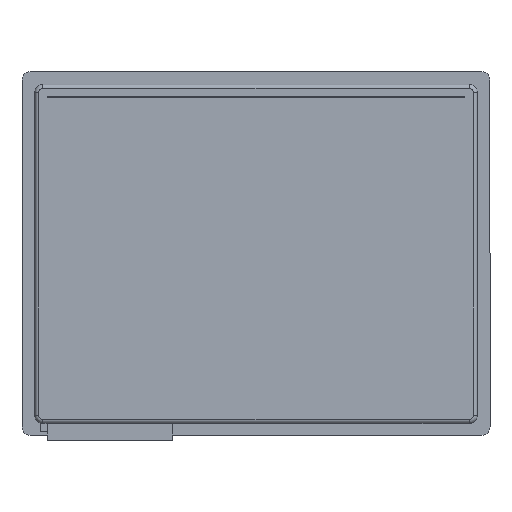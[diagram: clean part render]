
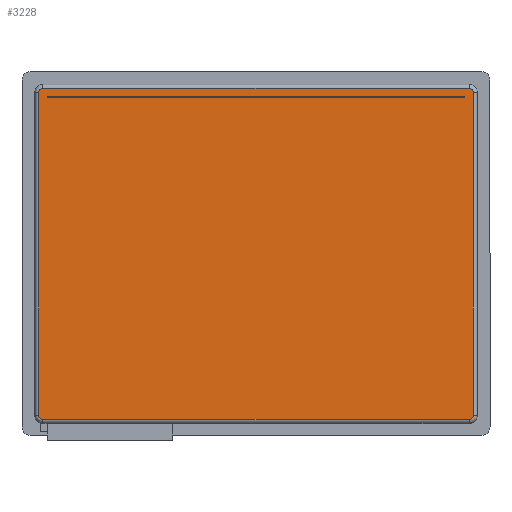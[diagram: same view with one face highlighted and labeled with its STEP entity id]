
A CAD part, front view. The second image highlights one B-rep face of the part: STEP entity #3228.
In plain terms, the highlighted face is planar.
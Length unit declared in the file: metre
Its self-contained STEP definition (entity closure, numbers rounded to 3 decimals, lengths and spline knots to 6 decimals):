
#13 = AXIS2_PLACEMENT_3D ( 'NONE', #2714, #56, #3158 ) ;
#41 = CARTESIAN_POINT ( 'NONE',  ( -0.058503, 0.004, -0.022462 ) ) ;
#56 = DIRECTION ( 'NONE',  ( 0., 1., 0. ) ) ;
#71 = EDGE_CURVE ( 'NONE', #1051, #5620, #2019, .T. ) ;
#155 = DIRECTION ( 'NONE',  ( 1., 0., 0. ) ) ;
#157 = CIRCLE ( 'NONE', #1521, 0.001 ) ;
#179 = LINE ( 'NONE', #2820, #5009 ) ;
#190 = CARTESIAN_POINT ( 'NONE',  ( 0.043497, 0.004, -0.022462 ) ) ;
#243 = AXIS2_PLACEMENT_3D ( 'NONE', #1174, #4695, #2082 ) ;
#258 = VECTOR ( 'NONE', #3150, 1. ) ;
#466 = CARTESIAN_POINT ( 'NONE',  ( -0.059503, 0.004, -0.023462 ) ) ;
#496 = VERTEX_POINT ( 'NONE', #1867 ) ;
#669 = CARTESIAN_POINT ( 'NONE',  ( -0.057503, 0.004, -0.024462 ) ) ;
#763 = EDGE_CURVE ( 'NONE', #4157, #2960, #179, .T. ) ;
#880 = ORIENTED_EDGE ( 'NONE', *, *, #2275, .T. ) ;
#1023 = VECTOR ( 'NONE', #1156, 1. ) ;
#1051 = VERTEX_POINT ( 'NONE', #41 ) ;
#1156 = DIRECTION ( 'NONE',  ( 0., 0., -1. ) ) ;
#1169 = CARTESIAN_POINT ( 'NONE',  ( 0.042497, 0.004, -0.024462 ) ) ;
#1174 = CARTESIAN_POINT ( 'NONE',  ( 0., 0.004, 0. ) ) ;
#1183 = ORIENTED_EDGE ( 'NONE', *, *, #3920, .F. ) ;
#1242 = DIRECTION ( 'NONE',  ( 0., 1., 0. ) ) ;
#1249 = CARTESIAN_POINT ( 'NONE',  ( 0.042497, 0.004, -0.099462 ) ) ;
#1275 = LINE ( 'NONE', #5705, #2461 ) ;
#1302 = CARTESIAN_POINT ( 'NONE',  ( -0.057503, 0.004, -0.099462 ) ) ;
#1315 = VECTOR ( 'NONE', #5498, 1. ) ;
#1343 = ORIENTED_EDGE ( 'NONE', *, *, #5195, .T. ) ;
#1433 = CIRCLE ( 'NONE', #4490, 0.001 ) ;
#1488 = CARTESIAN_POINT ( 'NONE',  ( 0.043497, 0.004, -0.022462 ) ) ;
#1521 = AXIS2_PLACEMENT_3D ( 'NONE', #4195, #1571, #4642 ) ;
#1571 = DIRECTION ( 'NONE',  ( 0., 1., 0. ) ) ;
#1578 = LINE ( 'NONE', #2711, #258 ) ;
#1643 = VECTOR ( 'NONE', #5561, 1. ) ;
#1712 = CIRCLE ( 'NONE', #13, 0.001 ) ;
#1730 = DIRECTION ( 'NONE',  ( -1., 0., 0. ) ) ;
#1782 = VERTEX_POINT ( 'NONE', #5401 ) ;
#1867 = CARTESIAN_POINT ( 'NONE',  ( -0.058503, 0.004, -0.101651 ) ) ;
#1884 = DIRECTION ( 'NONE',  ( 1., 0., 0. ) ) ;
#1938 = LINE ( 'NONE', #1169, #1643 ) ;
#1956 = VERTEX_POINT ( 'NONE', #1249 ) ;
#2019 = LINE ( 'NONE', #1488, #4345 ) ;
#2082 = DIRECTION ( 'NONE',  ( 0., 0., -1. ) ) ;
#2125 = CARTESIAN_POINT ( 'NONE',  ( -0.059503, 0.004, -0.100651 ) ) ;
#2241 = VERTEX_POINT ( 'NONE', #1302 ) ;
#2275 = EDGE_CURVE ( 'NONE', #496, #3285, #4723, .T. ) ;
#2451 = EDGE_CURVE ( 'NONE', #5166, #1051, #1433, .T. ) ;
#2461 = VECTOR ( 'NONE', #1730, 1. ) ;
#2483 = LINE ( 'NONE', #669, #1315 ) ;
#2551 = LINE ( 'NONE', #3057, #3583 ) ;
#2560 = EDGE_CURVE ( 'NONE', #1782, #496, #1275, .T. ) ;
#2661 = ORIENTED_EDGE ( 'NONE', *, *, #4198, .T. ) ;
#2711 = CARTESIAN_POINT ( 'NONE',  ( -0.059503, 0.004, 0. ) ) ;
#2714 = CARTESIAN_POINT ( 'NONE',  ( 0.043497, 0.004, -0.023462 ) ) ;
#2820 = CARTESIAN_POINT ( 'NONE',  ( 0.045497, 0.004, -0.099651 ) ) ;
#2925 = CARTESIAN_POINT ( 'NONE',  ( 0.042497, 0.004, -0.099651 ) ) ;
#2960 = VERTEX_POINT ( 'NONE', #2925 ) ;
#2987 = FACE_BOUND ( 'NONE', #4626, .T. ) ;
#3053 = VERTEX_POINT ( 'NONE', #3860 ) ;
#3057 = CARTESIAN_POINT ( 'NONE',  ( 0.042497, 0.004, -0.099462 ) ) ;
#3150 = DIRECTION ( 'NONE',  ( 0., 0., 1. ) ) ;
#3157 = EDGE_CURVE ( 'NONE', #4360, #1782, #157, .T. ) ;
#3158 = DIRECTION ( 'NONE',  ( 0., 0., -1. ) ) ;
#3202 = DIRECTION ( 'NONE',  ( 0., 0., -1. ) ) ;
#3228 = ADVANCED_FACE ( 'NONE', ( #5317, #2987 ), #3387, .F. ) ;
#3285 = VERTEX_POINT ( 'NONE', #2125 ) ;
#3376 = LINE ( 'NONE', #4674, #1023 ) ;
#3387 = PLANE ( 'NONE',  #243 ) ;
#3583 = VECTOR ( 'NONE', #5674, 1. ) ;
#3616 = ORIENTED_EDGE ( 'NONE', *, *, #4845, .F. ) ;
#3618 = ORIENTED_EDGE ( 'NONE', *, *, #5083, .T. ) ;
#3638 = DIRECTION ( 'NONE',  ( 0., 1., 0. ) ) ;
#3649 = ORIENTED_EDGE ( 'NONE', *, *, #763, .T. ) ;
#3791 = EDGE_LOOP ( 'NONE', ( #2661, #4833, #4599, #1343, #4418, #4861, #4675, #880 ) ) ;
#3860 = CARTESIAN_POINT ( 'NONE',  ( 0.044497, 0.004, -0.023462 ) ) ;
#3869 = CARTESIAN_POINT ( 'NONE',  ( -0.058503, 0.004, -0.023462 ) ) ;
#3920 = EDGE_CURVE ( 'NONE', #1956, #2960, #1938, .T. ) ;
#3977 = CARTESIAN_POINT ( 'NONE',  ( -0.057503, 0.004, -0.099651 ) ) ;
#4157 = VERTEX_POINT ( 'NONE', #3977 ) ;
#4195 = CARTESIAN_POINT ( 'NONE',  ( 0.043497, 0.004, -0.100651 ) ) ;
#4198 = EDGE_CURVE ( 'NONE', #3285, #5166, #1578, .T. ) ;
#4308 = DIRECTION ( 'NONE',  ( 0., 0., -1. ) ) ;
#4345 = VECTOR ( 'NONE', #1884, 1. ) ;
#4360 = VERTEX_POINT ( 'NONE', #4552 ) ;
#4418 = ORIENTED_EDGE ( 'NONE', *, *, #4901, .T. ) ;
#4490 = AXIS2_PLACEMENT_3D ( 'NONE', #3869, #1242, #4308 ) ;
#4516 = CARTESIAN_POINT ( 'NONE',  ( -0.058503, 0.004, -0.100651 ) ) ;
#4552 = CARTESIAN_POINT ( 'NONE',  ( 0.044497, 0.004, -0.100651 ) ) ;
#4599 = ORIENTED_EDGE ( 'NONE', *, *, #71, .T. ) ;
#4626 = EDGE_LOOP ( 'NONE', ( #3649, #1183, #3618, #3616 ) ) ;
#4642 = DIRECTION ( 'NONE',  ( 0., 0., -1. ) ) ;
#4674 = CARTESIAN_POINT ( 'NONE',  ( 0.044497, 0.004, 0. ) ) ;
#4675 = ORIENTED_EDGE ( 'NONE', *, *, #2560, .T. ) ;
#4695 = DIRECTION ( 'NONE',  ( 0., -1., 0. ) ) ;
#4723 = CIRCLE ( 'NONE', #5186, 0.001 ) ;
#4833 = ORIENTED_EDGE ( 'NONE', *, *, #2451, .T. ) ;
#4845 = EDGE_CURVE ( 'NONE', #4157, #2241, #2483, .T. ) ;
#4861 = ORIENTED_EDGE ( 'NONE', *, *, #3157, .T. ) ;
#4901 = EDGE_CURVE ( 'NONE', #3053, #4360, #3376, .T. ) ;
#5009 = VECTOR ( 'NONE', #155, 1. ) ;
#5083 = EDGE_CURVE ( 'NONE', #1956, #2241, #2551, .T. ) ;
#5166 = VERTEX_POINT ( 'NONE', #466 ) ;
#5186 = AXIS2_PLACEMENT_3D ( 'NONE', #4516, #3638, #3202 ) ;
#5195 = EDGE_CURVE ( 'NONE', #5620, #3053, #1712, .T. ) ;
#5317 = FACE_OUTER_BOUND ( 'NONE', #3791, .T. ) ;
#5401 = CARTESIAN_POINT ( 'NONE',  ( 0.043497, 0.004, -0.101651 ) ) ;
#5498 = DIRECTION ( 'NONE',  ( 0., 0., 1. ) ) ;
#5561 = DIRECTION ( 'NONE',  ( 0., 0., -1. ) ) ;
#5620 = VERTEX_POINT ( 'NONE', #190 ) ;
#5674 = DIRECTION ( 'NONE',  ( -1., 0., 0. ) ) ;
#5705 = CARTESIAN_POINT ( 'NONE',  ( -0.058503, 0.004, -0.101651 ) ) ;
